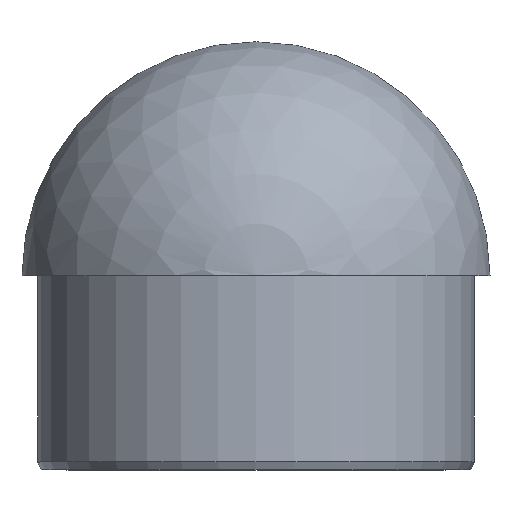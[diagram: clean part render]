
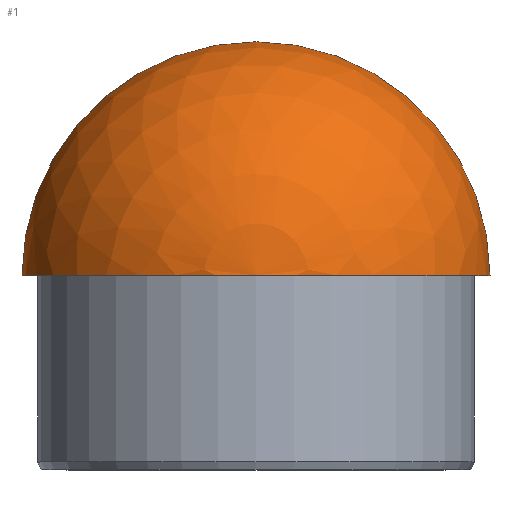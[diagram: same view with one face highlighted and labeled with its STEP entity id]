
A CAD part, top view. The second image highlights one B-rep face of the part: STEP entity #1.
In plain terms, the highlighted spherical face has radius 30.15 mm.
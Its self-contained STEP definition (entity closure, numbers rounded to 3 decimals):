
#1 = ADVANCED_FACE ( 'NONE', ( #171 ), #330, .T. ) ;
#2 = DIRECTION ( 'NONE',  ( 1., 0., 0. ) ) ;
#11 = ORIENTED_EDGE ( 'NONE', *, *, #22, .F. ) ;
#19 = CARTESIAN_POINT ( 'NONE',  ( -30.15, 11.087, 0. ) ) ;
#22 = EDGE_CURVE ( 'NONE', #49, #193, #269, .T. ) ;
#23 = AXIS2_PLACEMENT_3D ( 'NONE', #229, #324, #32 ) ;
#32 = DIRECTION ( 'NONE',  ( -1., 0., 0. ) ) ;
#40 = CIRCLE ( 'NONE', #249, 30.15 ) ;
#49 = VERTEX_POINT ( 'NONE', #152 ) ;
#53 = EDGE_CURVE ( 'NONE', #329, #193, #134, .T. ) ;
#64 = DIRECTION ( 'NONE',  ( 0., 0., 1. ) ) ;
#134 = CIRCLE ( 'NONE', #279, 30.15 ) ;
#141 = CARTESIAN_POINT ( 'NONE',  ( 0., 11.087, 0. ) ) ;
#145 = EDGE_LOOP ( 'NONE', ( #349, #148, #11 ) ) ;
#148 = ORIENTED_EDGE ( 'NONE', *, *, #53, .T. ) ;
#152 = CARTESIAN_POINT ( 'NONE',  ( 30.15, 11.087, 0. ) ) ;
#171 = FACE_OUTER_BOUND ( 'NONE', #145, .T. ) ;
#179 = EDGE_CURVE ( 'NONE', #329, #49, #40, .T. ) ;
#193 = VERTEX_POINT ( 'NONE', #19 ) ;
#227 = DIRECTION ( 'NONE',  ( 0., 0., -1. ) ) ;
#229 = CARTESIAN_POINT ( 'NONE',  ( 0., 11.087, 0. ) ) ;
#244 = CARTESIAN_POINT ( 'NONE',  ( 0., 41.237, 0. ) ) ;
#249 = AXIS2_PLACEMENT_3D ( 'NONE', #284, #227, #319 ) ;
#251 = DIRECTION ( 'NONE',  ( 0., -1., 0. ) ) ;
#269 = CIRCLE ( 'NONE', #360, 30.15 ) ;
#279 = AXIS2_PLACEMENT_3D ( 'NONE', #361, #64, #2 ) ;
#284 = CARTESIAN_POINT ( 'NONE',  ( 0., 11.087, 0. ) ) ;
#295 = DIRECTION ( 'NONE',  ( 1., 0., 0. ) ) ;
#319 = DIRECTION ( 'NONE',  ( -1., 0., 0. ) ) ;
#324 = DIRECTION ( 'NONE',  ( 0., 0., -1. ) ) ;
#329 = VERTEX_POINT ( 'NONE', #244 ) ;
#330 = SPHERICAL_SURFACE ( 'NONE', #23, 30.15 ) ;
#349 = ORIENTED_EDGE ( 'NONE', *, *, #179, .F. ) ;
#360 = AXIS2_PLACEMENT_3D ( 'NONE', #141, #251, #295 ) ;
#361 = CARTESIAN_POINT ( 'NONE',  ( 0., 11.087, 0. ) ) ;
